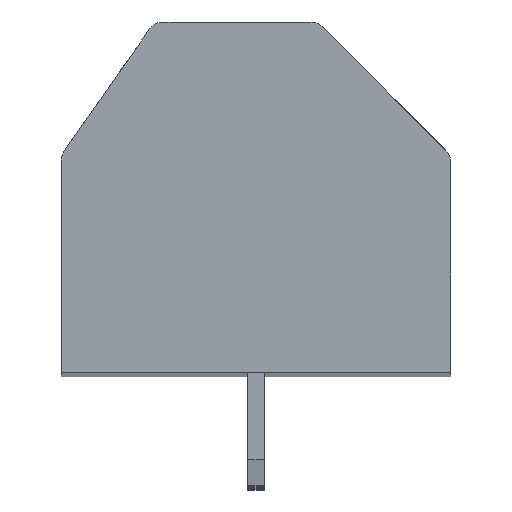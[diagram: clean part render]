
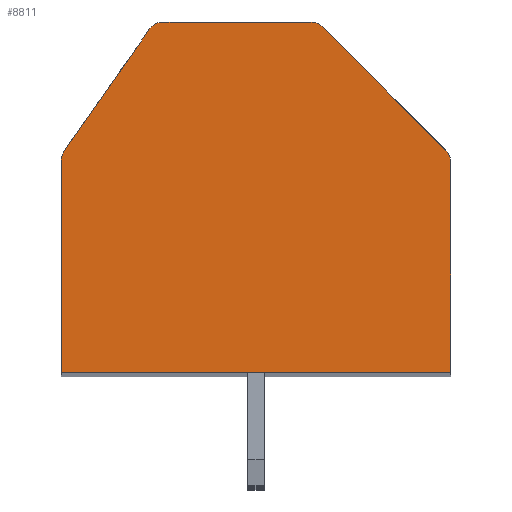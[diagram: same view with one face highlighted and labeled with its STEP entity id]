
A CAD part, top view. The second image highlights one B-rep face of the part: STEP entity #8811.
In plain terms, the highlighted planar face has unit normal (0, 0, 1).
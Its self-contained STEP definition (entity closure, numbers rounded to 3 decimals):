
#2797=CARTESIAN_POINT('',(1.693,4.9,3.));
#2798=DIRECTION('',(0.,0.,1.));
#2799=DIRECTION('',(0.707,0.707,0.));
#2800=AXIS2_PLACEMENT_3D('',#2797,#2798,#2799);
#2802=DIRECTION('',(-0.707,0.707,0.));
#2803=VECTOR('',#2802,5.384);
#2804=CARTESIAN_POINT('',(5.854,1.446,3.));
#2805=LINE('',#2804,#2803);
#2806=CARTESIAN_POINT('',(5.5,1.093,3.));
#2807=DIRECTION('',(0.,0.,1.));
#2808=DIRECTION('',(1.,0.,0.));
#2809=AXIS2_PLACEMENT_3D('',#2806,#2807,#2808);
#2811=DIRECTION('',(0.,1.,0.));
#2812=VECTOR('',#2811,6.493);
#2813=CARTESIAN_POINT('',(6.,-5.4,3.));
#2814=LINE('',#2813,#2812);
#2815=DIRECTION('',(1.,0.,0.));
#2816=VECTOR('',#2815,12.);
#2817=CARTESIAN_POINT('',(-6.,-5.4,3.));
#2818=LINE('',#2817,#2816);
#2819=DIRECTION('',(0.,-1.,0.));
#2820=VECTOR('',#2819,6.542);
#2821=CARTESIAN_POINT('',(-6.,1.142,3.));
#2822=LINE('',#2821,#2820);
#2823=CARTESIAN_POINT('',(-5.5,1.142,3.));
#2824=DIRECTION('',(0.,0.,1.));
#2825=DIRECTION('',(-0.819,0.574,0.));
#2826=AXIS2_PLACEMENT_3D('',#2823,#2824,#2825);
#2828=DIRECTION('',(-0.574,-0.819,0.));
#2829=VECTOR('',#2828,4.587);
#2830=CARTESIAN_POINT('',(-3.278,5.187,3.));
#2831=LINE('',#2830,#2829);
#2832=CARTESIAN_POINT('',(-2.869,4.9,3.));
#2833=DIRECTION('',(0.,0.,1.));
#2834=DIRECTION('',(0.,1.,0.));
#2835=AXIS2_PLACEMENT_3D('',#2832,#2833,#2834);
#2837=DIRECTION('',(-1.,0.,0.));
#2838=VECTOR('',#2837,4.562);
#2839=CARTESIAN_POINT('',(1.693,5.4,3.));
#2840=LINE('',#2839,#2838);
#3685=CARTESIAN_POINT('',(-6.,-5.4,3.));
#3686=CARTESIAN_POINT('',(6.,-5.4,3.));
#3687=VERTEX_POINT('',#3685);
#3688=VERTEX_POINT('',#3686);
#3845=CARTESIAN_POINT('',(2.046,5.254,3.));
#3846=VERTEX_POINT('',#3845);
#3847=CARTESIAN_POINT('',(1.693,5.4,3.));
#3848=VERTEX_POINT('',#3847);
#3853=CARTESIAN_POINT('',(6.,1.093,3.));
#3854=VERTEX_POINT('',#3853);
#3855=CARTESIAN_POINT('',(5.854,1.446,3.));
#3856=VERTEX_POINT('',#3855);
#3861=CARTESIAN_POINT('',(-2.869,5.4,3.));
#3862=VERTEX_POINT('',#3861);
#3863=CARTESIAN_POINT('',(-3.278,5.187,3.));
#3864=VERTEX_POINT('',#3863);
#3869=CARTESIAN_POINT('',(-5.91,1.429,3.));
#3870=VERTEX_POINT('',#3869);
#3871=CARTESIAN_POINT('',(-6.,1.142,3.));
#3872=VERTEX_POINT('',#3871);
#8794=CARTESIAN_POINT('',(0.,0.,3.));
#8795=DIRECTION('',(0.,0.,1.));
#8796=DIRECTION('',(1.,0.,0.));
#8797=AXIS2_PLACEMENT_3D('',#8794,#8795,#8796);
#8798=PLANE('',#8797);
#8799=ORIENTED_EDGE('',*,*,#4897,.F.);
#8800=ORIENTED_EDGE('',*,*,#4913,.F.);
#8801=ORIENTED_EDGE('',*,*,#6861,.F.);
#8802=ORIENTED_EDGE('',*,*,#6876,.F.);
#8803=ORIENTED_EDGE('',*,*,#6889,.F.);
#8804=ORIENTED_EDGE('',*,*,#7052,.F.);
#8805=ORIENTED_EDGE('',*,*,#7067,.F.);
#8806=ORIENTED_EDGE('',*,*,#7080,.F.);
#8807=ORIENTED_EDGE('',*,*,#8775,.F.);
#8808=ORIENTED_EDGE('',*,*,#8787,.F.);
#8809=EDGE_LOOP('',(#8799,#8800,#8801,#8802,#8803,#8804,#8805,#8806,#8807,
#8808));
#8810=FACE_OUTER_BOUND('',#8809,.F.);
#2801=CIRCLE('',#2800,0.5);
#2810=CIRCLE('',#2809,0.5);
#2827=CIRCLE('',#2826,0.5);
#2836=CIRCLE('',#2835,0.5);
#4897=EDGE_CURVE('',#3846,#3848,#2801,.T.);
#4913=EDGE_CURVE('',#3856,#3846,#2805,.T.);
#6861=EDGE_CURVE('',#3854,#3856,#2810,.T.);
#6876=EDGE_CURVE('',#3688,#3854,#2814,.T.);
#6889=EDGE_CURVE('',#3687,#3688,#2818,.T.);
#7052=EDGE_CURVE('',#3872,#3687,#2822,.T.);
#7067=EDGE_CURVE('',#3870,#3872,#2827,.T.);
#7080=EDGE_CURVE('',#3864,#3870,#2831,.T.);
#8775=EDGE_CURVE('',#3862,#3864,#2836,.T.);
#8787=EDGE_CURVE('',#3848,#3862,#2840,.T.);
#8811=ADVANCED_FACE('',(#8810),#8798,.T.);
